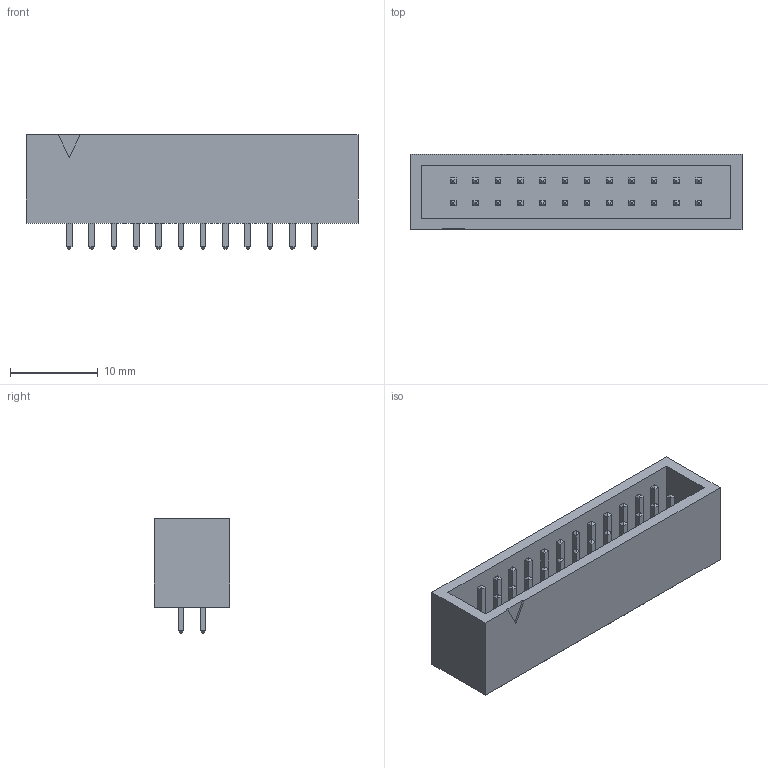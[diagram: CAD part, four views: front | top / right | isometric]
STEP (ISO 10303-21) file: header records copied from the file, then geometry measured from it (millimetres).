
FILE_DESCRIPTION(('FreeCAD Model'),'2;1');
FILE_NAME('246199.1.1.stp','2020-04-08T04:38:04',( 'Author'),(''),'Open CASCADE STEP processor 6.9','FreeCAD','Unknown' );
FILE_SCHEMA(('AUTOMOTIVE_DESIGN { 1 0 10303 214 1 1 1 1 }'));
Length unit declared in the file: millimetre
Products named in the file (3): ASSEMBLY; Body; LeadsArray
Assembly tree (2 placements, depth 2):
  ASSEMBLY
    Body
    LeadsArray
Bounding box: 37.8 x 8.59 x 13.01 mm (x, y, z)
Volume: 2000.3 mm3; surface area: 2908.9 mm2
Topology: 25 solids, 25 shells, 350 faces, 705 edges, 406 vertices
Faces by surface type: plane 350
Entity records: 18045 total; most frequent: CARTESIAN_POINT 2874, DIRECTION 2821, LINE 2115, VECTOR 2115, ORIENTED_EDGE 1410, PCURVE 1410, DEFINITIONAL_REPRESENTATION 1410, EDGE_CURVE 705
